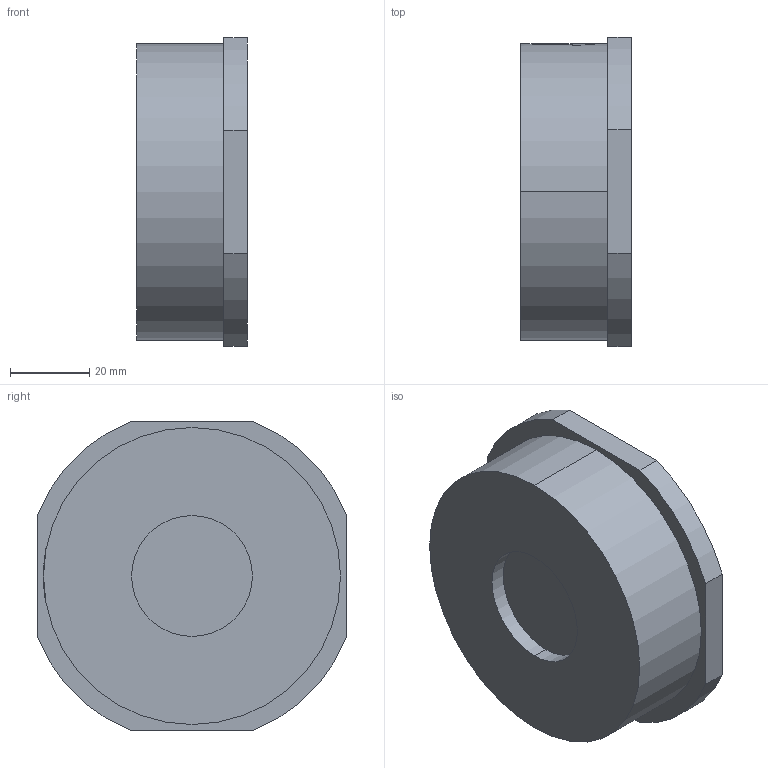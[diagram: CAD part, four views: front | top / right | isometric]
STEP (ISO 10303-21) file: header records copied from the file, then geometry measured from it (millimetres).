
FILE_DESCRIPTION (( 'STEP AP214' ), '1' );
FILE_NAME ('930-032.STEP', '2012-06-26T09:00:48', ( 'rals' ), ( 'Hewlett-Packard Company' ), 'SwSTEP 2.0', 'SolidWorks 2011', '' );
FILE_SCHEMA (( 'AUTOMOTIVE_DESIGN' ));
Length unit declared in the file: millimetre
Products named in the file (1): 930-032
Bounding box: 28 x 78 x 78 mm (x, y, z)
Volume: 122689.4 mm3; surface area: 17927.2 mm2
Topology: 1 solids, 1 shells, 99 faces, 264 edges, 176 vertices
Faces by surface type: bspline 47, plane 36, cylinder 16
Entity records: 7128 total; most frequent: CARTESIAN_POINT 5035, ORIENTED_EDGE 528, EDGE_CURVE 264, DIRECTION 254, VERTEX_POINT 176, B_SPLINE_CURVE_WITH_KNOTS 162, EDGE_LOOP 108, ADVANCED_FACE 99
